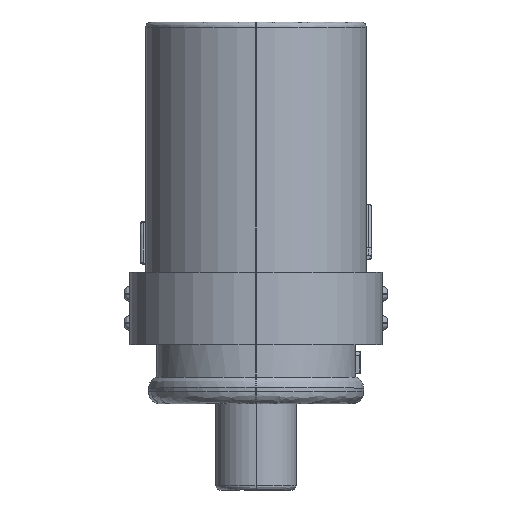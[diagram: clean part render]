
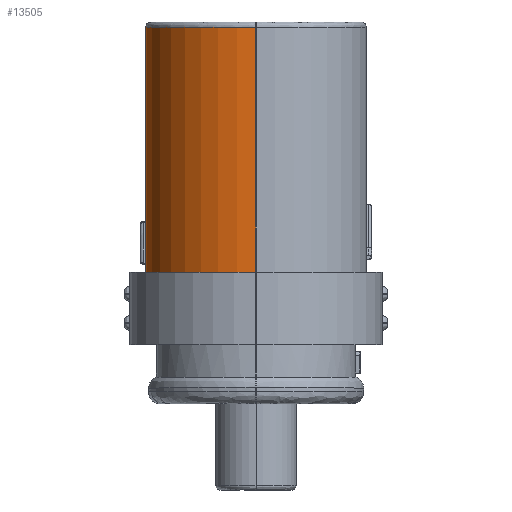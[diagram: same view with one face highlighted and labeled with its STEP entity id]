
A CAD part, left-side view. The second image highlights one B-rep face of the part: STEP entity #13505.
In plain terms, the highlighted cylindrical face has radius 4.09 mm (diameter 8.18 mm), a partial arc.
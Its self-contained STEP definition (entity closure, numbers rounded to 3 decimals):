
#1275 = CARTESIAN_POINT ( 'NONE',  ( -5.51, 4.1, 11.8 ) ) ;
#3353 = DIRECTION ( 'NONE',  ( -1., 0., 0. ) ) ;
#3740 = CARTESIAN_POINT ( 'NONE',  ( -5.51, 0.01, 11.8 ) ) ;
#3862 = CARTESIAN_POINT ( 'NONE',  ( -5.51, 4.1, 2.7 ) ) ;
#3916 = DIRECTION ( 'NONE',  ( 0., 0., 1. ) ) ;
#4153 = VECTOR ( 'NONE', #13066, 1000. ) ;
#5172 = CARTESIAN_POINT ( 'NONE',  ( -9.6, 0.01, 12. ) ) ;
#5861 = EDGE_CURVE ( 'NONE', #30211, #34643, #18004, .T. ) ;
#6458 = ORIENTED_EDGE ( 'NONE', *, *, #6743, .F. ) ;
#6650 = CARTESIAN_POINT ( 'NONE',  ( -9.6, 0.01, 11.8 ) ) ;
#6743 = EDGE_CURVE ( 'NONE', #30211, #15533, #31495, .T. ) ;
#8267 = CYLINDRICAL_SURFACE ( 'NONE', #11176, 4.09 ) ;
#11176 = AXIS2_PLACEMENT_3D ( 'NONE', #29113, #22863, #3353 ) ;
#13066 = DIRECTION ( 'NONE',  ( 0., 0., -1. ) ) ;
#13341 = ORIENTED_EDGE ( 'NONE', *, *, #5861, .T. ) ;
#13505 = ADVANCED_FACE ( 'NONE', ( #34554 ), #8267, .T. ) ;
#14121 = LINE ( 'NONE', #5172, #33967 ) ;
#14131 = CARTESIAN_POINT ( 'NONE',  ( -9.6, 0.01, 2.7 ) ) ;
#15533 = VERTEX_POINT ( 'NONE', #6650 ) ;
#16876 = EDGE_CURVE ( 'NONE', #34812, #15533, #14121, .T. ) ;
#17267 = CARTESIAN_POINT ( 'NONE',  ( -5.51, 0.01, 2.7 ) ) ;
#17638 = DIRECTION ( 'NONE',  ( 0., 0., 1. ) ) ;
#18004 = LINE ( 'NONE', #35920, #4153 ) ;
#20307 = AXIS2_PLACEMENT_3D ( 'NONE', #3740, #3916, #32912 ) ;
#22863 = DIRECTION ( 'NONE',  ( 0., 0., -1. ) ) ;
#23611 = ORIENTED_EDGE ( 'NONE', *, *, #16876, .T. ) ;
#24355 = ORIENTED_EDGE ( 'NONE', *, *, #28087, .T. ) ;
#28087 = EDGE_CURVE ( 'NONE', #34643, #34812, #37495, .T. ) ;
#28943 = DIRECTION ( 'NONE',  ( -1., 0., 0. ) ) ;
#29113 = CARTESIAN_POINT ( 'NONE',  ( -5.51, 0.01, 12. ) ) ;
#30211 = VERTEX_POINT ( 'NONE', #1275 ) ;
#30608 = AXIS2_PLACEMENT_3D ( 'NONE', #17267, #17638, #28943 ) ;
#31495 = CIRCLE ( 'NONE', #20307, 4.09 ) ;
#32176 = EDGE_LOOP ( 'NONE', ( #13341, #24355, #23611, #6458 ) ) ;
#32912 = DIRECTION ( 'NONE',  ( 1., 0., 0. ) ) ;
#33967 = VECTOR ( 'NONE', #37904, 1000. ) ;
#34554 = FACE_OUTER_BOUND ( 'NONE', #32176, .T. ) ;
#34643 = VERTEX_POINT ( 'NONE', #3862 ) ;
#34812 = VERTEX_POINT ( 'NONE', #14131 ) ;
#35920 = CARTESIAN_POINT ( 'NONE',  ( -5.51, 4.1, 12. ) ) ;
#37495 = CIRCLE ( 'NONE', #30608, 4.09 ) ;
#37904 = DIRECTION ( 'NONE',  ( 0., 0., 1. ) ) ;
